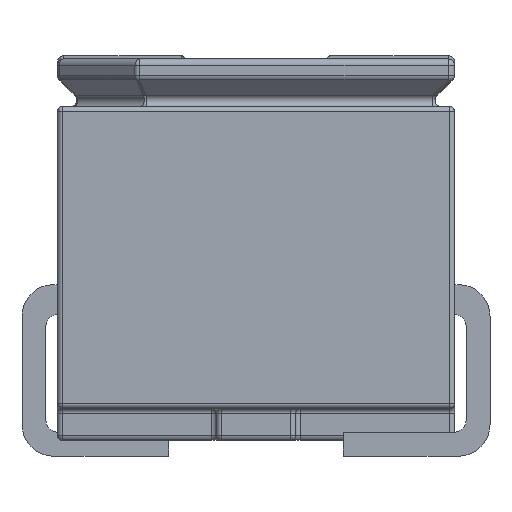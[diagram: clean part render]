
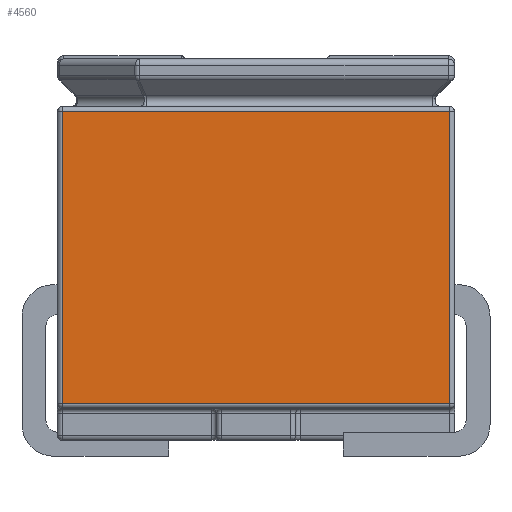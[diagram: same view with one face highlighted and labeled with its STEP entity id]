
A CAD part, left-side view. The second image highlights one B-rep face of the part: STEP entity #4560.
In plain terms, the highlighted planar face has unit normal (-1, 0, 0).
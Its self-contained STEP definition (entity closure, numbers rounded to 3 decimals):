
#500=FACE_OUTER_BOUND('',#797,.T.);
#797=EDGE_LOOP('',(#3738,#3739,#3740,#3741));
#1303=LINE('',#7433,#1673);
#1306=LINE('',#7444,#1676);
#1311=LINE('',#7471,#1681);
#1313=LINE('',#7474,#1683);
#1673=VECTOR('',#5968,10.);
#1676=VECTOR('',#5981,10.);
#1681=VECTOR('',#6016,10.);
#1683=VECTOR('',#6020,10.);
#2117=VERTEX_POINT('',#7403);
#2124=VERTEX_POINT('',#7425);
#2126=VERTEX_POINT('',#7436);
#2135=VERTEX_POINT('',#7467);
#2597=EDGE_CURVE('',#2117,#2124,#1303,.T.);
#2603=EDGE_CURVE('',#2126,#2117,#1306,.T.);
#2617=EDGE_CURVE('',#2124,#2135,#1311,.T.);
#2619=EDGE_CURVE('',#2135,#2126,#1313,.T.);
#3738=ORIENTED_EDGE('',*,*,#2597,.F.);
#3739=ORIENTED_EDGE('',*,*,#2603,.F.);
#3740=ORIENTED_EDGE('',*,*,#2619,.F.);
#3741=ORIENTED_EDGE('',*,*,#2617,.F.);
#4339=PLANE('',#5056);
#4560=ADVANCED_FACE('',(#500),#4339,.F.);
#5056=AXIS2_PLACEMENT_3D('',#7612,#6218,#6219);
#5968=DIRECTION('',(0.,1.,0.));
#5981=DIRECTION('',(0.,0.,-1.));
#6016=DIRECTION('',(0.,0.,1.));
#6020=DIRECTION('',(0.,-1.,0.));
#6218=DIRECTION('center_axis',(1.,0.,0.));
#6219=DIRECTION('ref_axis',(0.,1.,0.));
#7403=CARTESIAN_POINT('',(-2.7,-1.22,0.33));
#7425=CARTESIAN_POINT('',(-2.7,1.22,0.33));
#7433=CARTESIAN_POINT('',(-2.7,-0.625,0.33));
#7436=CARTESIAN_POINT('',(-2.7,-1.22,2.17));
#7444=CARTESIAN_POINT('',(-2.7,-1.22,1.3));
#7467=CARTESIAN_POINT('',(-2.7,1.22,2.17));
#7471=CARTESIAN_POINT('',(-2.7,1.22,1.3));
#7474=CARTESIAN_POINT('',(-2.7,-0.625,2.17));
#7612=CARTESIAN_POINT('Origin',(-2.7,-1.25,2.5));
